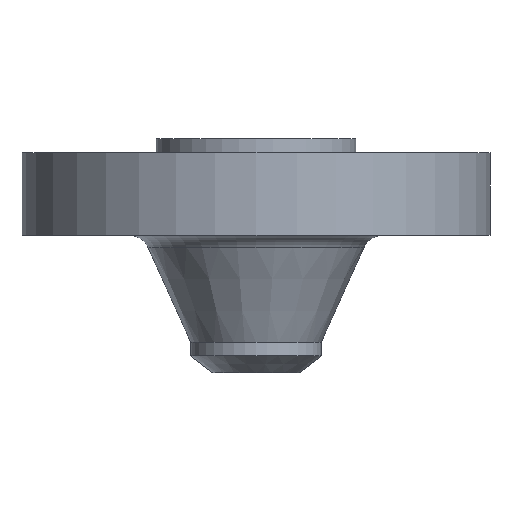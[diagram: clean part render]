
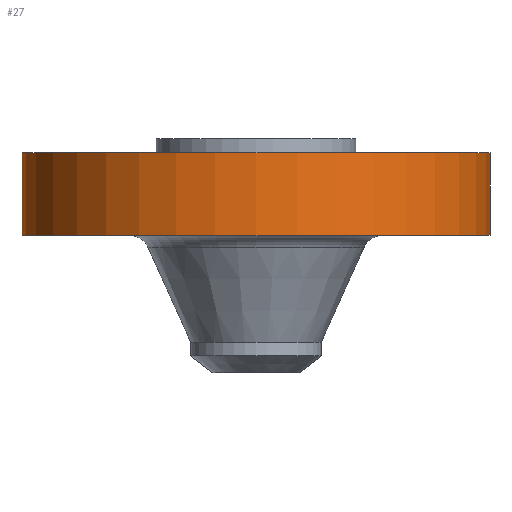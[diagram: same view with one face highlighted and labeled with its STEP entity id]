
A CAD part, front view. The second image highlights one B-rep face of the part: STEP entity #27.
In plain terms, the highlighted cylindrical face has radius 107.95 mm (diameter 215.9 mm), a partial arc.
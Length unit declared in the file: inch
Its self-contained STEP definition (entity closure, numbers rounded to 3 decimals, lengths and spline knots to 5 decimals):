
#27 = ADVANCED_FACE ( 'NONE', ( #253 ), #797, .T. ) ;
#32 = CARTESIAN_POINT ( 'NONE',  ( 4.25, 0., 0. ) ) ;
#93 = VECTOR ( 'NONE', #198, 39.37008 ) ;
#119 = CIRCLE ( 'NONE', #506, 4.25 ) ;
#169 = DIRECTION ( 'NONE',  ( 0., 0., 1. ) ) ;
#188 = EDGE_CURVE ( 'NONE', #1132, #1019, #536, .T. ) ;
#196 = ORIENTED_EDGE ( 'NONE', *, *, #188, .F. ) ;
#198 = DIRECTION ( 'NONE',  ( 0., 0., 1. ) ) ;
#226 = EDGE_LOOP ( 'NONE', ( #196, #550, #593, #496 ) ) ;
#253 = FACE_OUTER_BOUND ( 'NONE', #226, .T. ) ;
#266 = CARTESIAN_POINT ( 'NONE',  ( -4.25, 0., -1.75 ) ) ;
#281 = CARTESIAN_POINT ( 'NONE',  ( 4.25, 0., -1.75 ) ) ;
#283 = VERTEX_POINT ( 'NONE', #281 ) ;
#304 = CARTESIAN_POINT ( 'NONE',  ( 0., 0., -1.75 ) ) ;
#316 = AXIS2_PLACEMENT_3D ( 'NONE', #1052, #169, #1061 ) ;
#318 = VECTOR ( 'NONE', #918, 39.37008 ) ;
#321 = CARTESIAN_POINT ( 'NONE',  ( 0., 0., -0.25 ) ) ;
#398 = CIRCLE ( 'NONE', #789, 4.25 ) ;
#496 = ORIENTED_EDGE ( 'NONE', *, *, #925, .F. ) ;
#506 = AXIS2_PLACEMENT_3D ( 'NONE', #321, #940, #1116 ) ;
#536 = LINE ( 'NONE', #982, #318 ) ;
#550 = ORIENTED_EDGE ( 'NONE', *, *, #767, .T. ) ;
#589 = EDGE_CURVE ( 'NONE', #283, #968, #758, .T. ) ;
#593 = ORIENTED_EDGE ( 'NONE', *, *, #589, .T. ) ;
#758 = LINE ( 'NONE', #32, #93 ) ;
#767 = EDGE_CURVE ( 'NONE', #1132, #283, #398, .T. ) ;
#776 = CARTESIAN_POINT ( 'NONE',  ( 4.25, 0., -0.25 ) ) ;
#789 = AXIS2_PLACEMENT_3D ( 'NONE', #304, #1003, #841 ) ;
#797 = CYLINDRICAL_SURFACE ( 'NONE', #316, 4.25 ) ;
#841 = DIRECTION ( 'NONE',  ( 1., 0., 0. ) ) ;
#918 = DIRECTION ( 'NONE',  ( 0., 0., 1. ) ) ;
#925 = EDGE_CURVE ( 'NONE', #1019, #968, #119, .T. ) ;
#940 = DIRECTION ( 'NONE',  ( 0., 0., 1. ) ) ;
#968 = VERTEX_POINT ( 'NONE', #776 ) ;
#982 = CARTESIAN_POINT ( 'NONE',  ( -4.25, 0., 0. ) ) ;
#1003 = DIRECTION ( 'NONE',  ( 0., 0., 1. ) ) ;
#1019 = VERTEX_POINT ( 'NONE', #1037 ) ;
#1037 = CARTESIAN_POINT ( 'NONE',  ( -4.25, 0., -0.25 ) ) ;
#1052 = CARTESIAN_POINT ( 'NONE',  ( 0., 0., 0. ) ) ;
#1061 = DIRECTION ( 'NONE',  ( 1., 0., 0. ) ) ;
#1116 = DIRECTION ( 'NONE',  ( 1., 0., 0. ) ) ;
#1132 = VERTEX_POINT ( 'NONE', #266 ) ;
